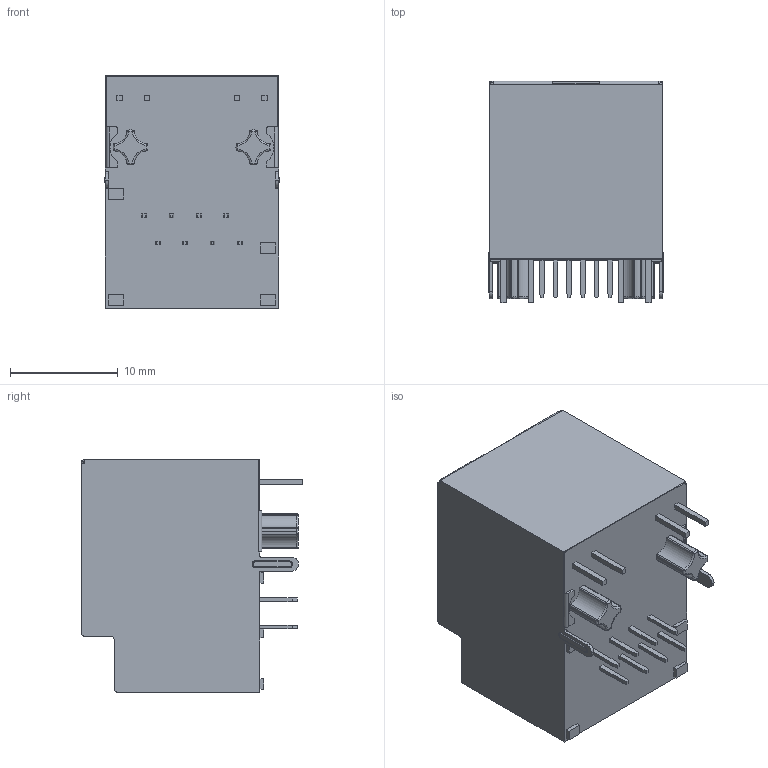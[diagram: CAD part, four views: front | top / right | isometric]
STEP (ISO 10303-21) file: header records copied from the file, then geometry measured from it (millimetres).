
FILE_DESCRIPTION (( 'STEP AP214' ), '1' );
FILE_NAME ('TMJD1011BENL.STEP', '2023-09-21T03:12:23', ( '' ), ( '' ), 'SwSTEP 2.0', 'SolidWorks 2022', '' );
FILE_SCHEMA (( 'AUTOMOTIVE_DESIGN' ));
Length unit declared in the file: millimetre
Products named in the file (1): TMJD1011BENL
Bounding box: 16.2 x 20.6 x 21.6 mm (x, y, z)
Volume: 4624.9 mm3; surface area: 2543.6 mm2
Topology: 1 solids, 1 shells, 641 faces, 1678 edges, 1096 vertices
Faces by surface type: plane 415, bspline 114, cylinder 80, torus 24, sphere 8
Entity records: 22457 total; most frequent: CARTESIAN_POINT 7680, ORIENTED_EDGE 3356, DIRECTION 2511, EDGE_CURVE 1678, VERTEX_POINT 1096, LINE 1021, VECTOR 1021, AXIS2_PLACEMENT_3D 745
